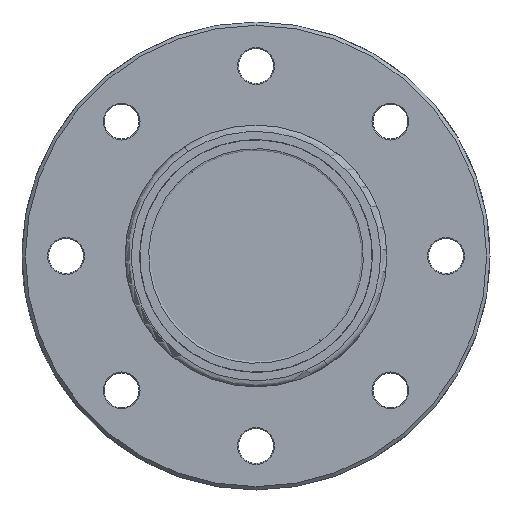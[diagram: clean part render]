
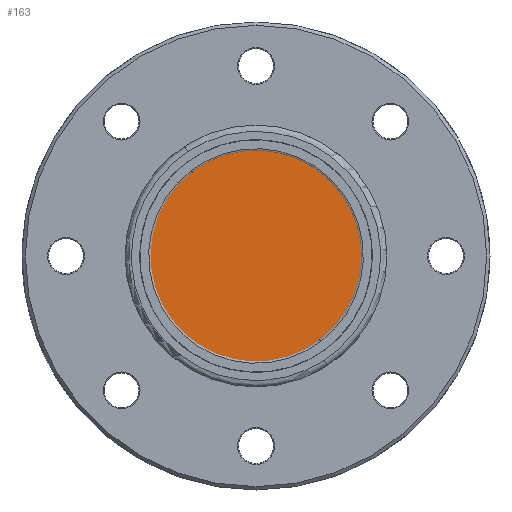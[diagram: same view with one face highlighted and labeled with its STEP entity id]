
A CAD part, front view. The second image highlights one B-rep face of the part: STEP entity #163.
In plain terms, the highlighted planar face has unit normal (0, -1, 0).
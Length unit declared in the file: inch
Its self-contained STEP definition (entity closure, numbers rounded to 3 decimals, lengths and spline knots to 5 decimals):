
#5 = CARTESIAN_POINT ( 'NONE',  ( 0.60711, -0.532, -0.92926 ) ) ;
#16 = FACE_OUTER_BOUND ( 'NONE', #2193, .T. ) ;
#145 = CIRCLE ( 'NONE', #1026, 1.11 ) ;
#163 = ADVANCED_FACE ( 'NONE', ( #678, #16 ), #1776, .F. ) ;
#169 = DIRECTION ( 'NONE',  ( 0., 1., 0. ) ) ;
#262 = ORIENTED_EDGE ( 'NONE', *, *, #1922, .T. ) ;
#282 = CARTESIAN_POINT ( 'NONE',  ( -0.66981, -0.532, 0.88451 ) ) ;
#330 = VERTEX_POINT ( 'NONE', #1177 ) ;
#353 = EDGE_CURVE ( 'NONE', #2331, #2576, #2036, .T. ) ;
#358 = DIRECTION ( 'NONE',  ( 0.547, 0., -0.837 ) ) ;
#668 = DIRECTION ( 'NONE',  ( 0., 1., 0. ) ) ;
#678 = FACE_BOUND ( 'NONE', #2689, .T. ) ;
#788 = CARTESIAN_POINT ( 'NONE',  ( 0., -0.532, 0. ) ) ;
#804 = CARTESIAN_POINT ( 'NONE',  ( 0., -0.532, 0. ) ) ;
#870 = AXIS2_PLACEMENT_3D ( 'NONE', #1315, #668, #1096 ) ;
#959 = DIRECTION ( 'NONE',  ( 0., 1., 0. ) ) ;
#1026 = AXIS2_PLACEMENT_3D ( 'NONE', #1885, #169, #1250 ) ;
#1096 = DIRECTION ( 'NONE',  ( 0.547, 0., -0.837 ) ) ;
#1144 = CIRCLE ( 'NONE', #2218, 1.1095 ) ;
#1177 = CARTESIAN_POINT ( 'NONE',  ( 0.66981, -0.532, -0.88451 ) ) ;
#1183 = CARTESIAN_POINT ( 'NONE',  ( -0.60711, -0.532, 0.92926 ) ) ;
#1250 = DIRECTION ( 'NONE',  ( 0.547, 0., -0.837 ) ) ;
#1271 = DIRECTION ( 'NONE',  ( 0.547, 0., -0.837 ) ) ;
#1315 = CARTESIAN_POINT ( 'NONE',  ( 0.92926, -0.532, 0.60711 ) ) ;
#1332 = ORIENTED_EDGE ( 'NONE', *, *, #353, .F. ) ;
#1524 = CIRCLE ( 'NONE', #1891, 1.1095 ) ;
#1775 = EDGE_CURVE ( 'NONE', #330, #2338, #1144, .T. ) ;
#1776 = PLANE ( 'NONE',  #870 ) ;
#1852 = AXIS2_PLACEMENT_3D ( 'NONE', #2299, #959, #2269 ) ;
#1885 = CARTESIAN_POINT ( 'NONE',  ( 0., -0.532, 0. ) ) ;
#1891 = AXIS2_PLACEMENT_3D ( 'NONE', #788, #2114, #358 ) ;
#1922 = EDGE_CURVE ( 'NONE', #2338, #330, #1524, .T. ) ;
#1934 = DIRECTION ( 'NONE',  ( 0., 1., 0. ) ) ;
#2036 = CIRCLE ( 'NONE', #1852, 1.11 ) ;
#2114 = DIRECTION ( 'NONE',  ( 0., 1., 0. ) ) ;
#2193 = EDGE_LOOP ( 'NONE', ( #2540, #1332 ) ) ;
#2218 = AXIS2_PLACEMENT_3D ( 'NONE', #804, #1934, #1271 ) ;
#2269 = DIRECTION ( 'NONE',  ( 0.547, 0., -0.837 ) ) ;
#2299 = CARTESIAN_POINT ( 'NONE',  ( 0., -0.532, 0. ) ) ;
#2331 = VERTEX_POINT ( 'NONE', #1183 ) ;
#2338 = VERTEX_POINT ( 'NONE', #282 ) ;
#2401 = ORIENTED_EDGE ( 'NONE', *, *, #1775, .T. ) ;
#2408 = EDGE_CURVE ( 'NONE', #2576, #2331, #145, .T. ) ;
#2540 = ORIENTED_EDGE ( 'NONE', *, *, #2408, .F. ) ;
#2576 = VERTEX_POINT ( 'NONE', #5 ) ;
#2689 = EDGE_LOOP ( 'NONE', ( #2401, #262 ) ) ;
